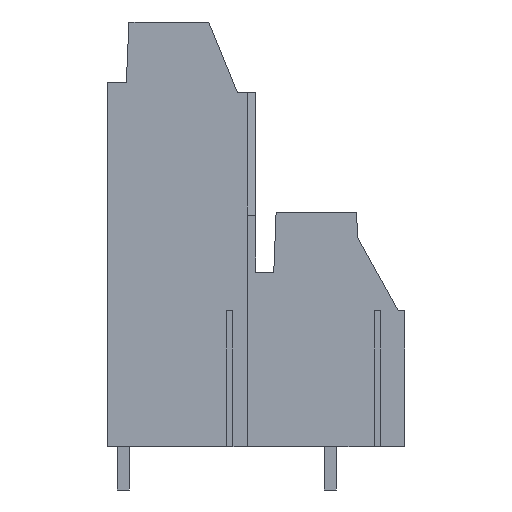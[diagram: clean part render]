
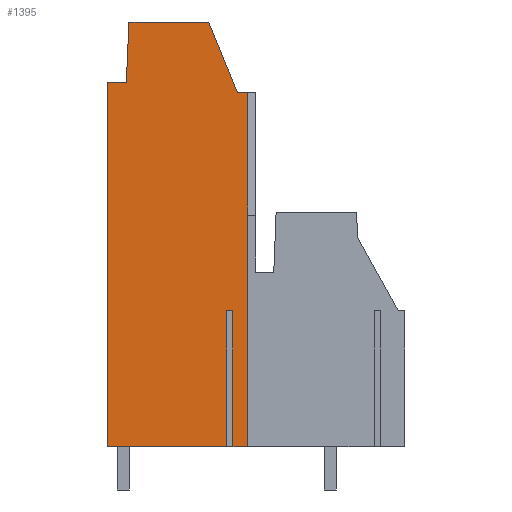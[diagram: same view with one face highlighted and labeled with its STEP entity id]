
A CAD part, left-side view. The second image highlights one B-rep face of the part: STEP entity #1395.
In plain terms, the highlighted planar face has unit normal (-1, 0, 0).
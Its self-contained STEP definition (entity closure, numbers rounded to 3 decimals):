
#1329=AXIS2_PLACEMENT_3D('Plane Axis2P3D',#1326,#1327,#1328) ;
#589=CARTESIAN_POINT('Vertex',(0.,11.574,3.2)) ;
#592=CARTESIAN_POINT('Line Origine',(0.,12.12,3.2)) ;
#596=CARTESIAN_POINT('Vertex',(0.,12.665,3.2)) ;
#645=CARTESIAN_POINT('Vertex',(0.,13.115,3.2)) ;
#648=CARTESIAN_POINT('Line Origine',(0.,17.528,3.2)) ;
#652=CARTESIAN_POINT('Vertex',(0.,21.94,3.2)) ;
#1100=CARTESIAN_POINT('Vertex',(0.,11.574,29.26)) ;
#1103=CARTESIAN_POINT('Line Origine',(0.,11.574,16.23)) ;
#1309=CARTESIAN_POINT('Vertex',(0.,12.337,29.26)) ;
#1312=CARTESIAN_POINT('Line Origine',(0.,11.956,29.26)) ;
#1326=CARTESIAN_POINT('Axis2P3D Location',(0.,11.,17.2)) ;
#1332=CARTESIAN_POINT('Control Point',(0.,20.328,34.47)) ;
#1333=CARTESIAN_POINT('Control Point',(0.,20.521,30.05)) ;
#1334=CARTESIAN_POINT('Vertex',(0.,20.328,34.47)) ;
#1336=CARTESIAN_POINT('Vertex',(0.,20.521,30.05)) ;
#1339=CARTESIAN_POINT('Line Origine',(0.,16.853,30.05)) ;
#1343=CARTESIAN_POINT('Vertex',(0.,21.94,30.05)) ;
#1346=CARTESIAN_POINT('Line Origine',(0.,21.94,34.47)) ;
#1351=CARTESIAN_POINT('Line Origine',(0.,13.115,34.47)) ;
#1355=CARTESIAN_POINT('Vertex',(0.,13.115,13.2)) ;
#1358=CARTESIAN_POINT('Line Origine',(0.,16.853,13.2)) ;
#1362=CARTESIAN_POINT('Vertex',(0.,12.665,13.2)) ;
#1365=CARTESIAN_POINT('Line Origine',(0.,12.665,34.47)) ;
#1371=CARTESIAN_POINT('Control Point',(0.,12.337,29.26)) ;
#1372=CARTESIAN_POINT('Control Point',(0.,14.449,34.47)) ;
#1373=CARTESIAN_POINT('Vertex',(0.,14.449,34.47)) ;
#1376=CARTESIAN_POINT('Line Origine',(0.,16.853,34.47)) ;
#593=DIRECTION('Vector Direction',(0.,1.,0.)) ;
#649=DIRECTION('Vector Direction',(0.,1.,0.)) ;
#1104=DIRECTION('Vector Direction',(0.,0.,-1.)) ;
#1313=DIRECTION('Vector Direction',(0.,1.,0.)) ;
#1327=DIRECTION('Axis2P3D Direction',(1.,0.,0.)) ;
#1328=DIRECTION('Axis2P3D XDirection',(0.,1.,0.)) ;
#1340=DIRECTION('Vector Direction',(0.,1.,0.)) ;
#1347=DIRECTION('Vector Direction',(0.,0.,1.)) ;
#1352=DIRECTION('Vector Direction',(0.,0.,1.)) ;
#1359=DIRECTION('Vector Direction',(0.,1.,0.)) ;
#1366=DIRECTION('Vector Direction',(0.,0.,1.)) ;
#1377=DIRECTION('Vector Direction',(0.,1.,0.)) ;
#594=VECTOR('Line Direction',#593,1.) ;
#650=VECTOR('Line Direction',#649,1.) ;
#1105=VECTOR('Line Direction',#1104,1.) ;
#1314=VECTOR('Line Direction',#1313,1.) ;
#1341=VECTOR('Line Direction',#1340,1.) ;
#1348=VECTOR('Line Direction',#1347,1.) ;
#1353=VECTOR('Line Direction',#1352,1.) ;
#1360=VECTOR('Line Direction',#1359,1.) ;
#1367=VECTOR('Line Direction',#1366,1.) ;
#1378=VECTOR('Line Direction',#1377,1.) ;
#1382=ORIENTED_EDGE('',*,*,#1338,.T.) ;
#1383=ORIENTED_EDGE('',*,*,#1345,.T.) ;
#1384=ORIENTED_EDGE('',*,*,#1350,.T.) ;
#1385=ORIENTED_EDGE('',*,*,#654,.F.) ;
#1386=ORIENTED_EDGE('',*,*,#1357,.T.) ;
#1387=ORIENTED_EDGE('',*,*,#1364,.T.) ;
#1388=ORIENTED_EDGE('',*,*,#1369,.F.) ;
#1389=ORIENTED_EDGE('',*,*,#598,.F.) ;
#1390=ORIENTED_EDGE('',*,*,#1107,.F.) ;
#1391=ORIENTED_EDGE('',*,*,#1316,.T.) ;
#1392=ORIENTED_EDGE('',*,*,#1375,.T.) ;
#1393=ORIENTED_EDGE('',*,*,#1380,.T.) ;
#1395=ADVANCED_FACE('housing',(#1394),#1330,.F.) ;
#1331=B_SPLINE_CURVE_WITH_KNOTS('',1,(#1332,#1333),.UNSPECIFIED.,.F.,.U.,(2,2),(-2.212,2.212),.UNSPECIFIED.) ;
#1370=B_SPLINE_CURVE_WITH_KNOTS('',1,(#1371,#1372),.UNSPECIFIED.,.F.,.U.,(2,2),(-2.811,2.811),.UNSPECIFIED.) ;
#598=EDGE_CURVE('',#590,#597,#595,.T.) ;
#654=EDGE_CURVE('',#646,#653,#651,.T.) ;
#1107=EDGE_CURVE('',#1101,#590,#1106,.T.) ;
#1316=EDGE_CURVE('',#1101,#1310,#1315,.T.) ;
#1338=EDGE_CURVE('',#1335,#1337,#1331,.T.) ;
#1345=EDGE_CURVE('',#1337,#1344,#1342,.T.) ;
#1350=EDGE_CURVE('',#1344,#653,#1349,.F.) ;
#1357=EDGE_CURVE('',#646,#1356,#1354,.T.) ;
#1364=EDGE_CURVE('',#1356,#1363,#1361,.F.) ;
#1369=EDGE_CURVE('',#597,#1363,#1368,.T.) ;
#1375=EDGE_CURVE('',#1310,#1374,#1370,.T.) ;
#1380=EDGE_CURVE('',#1374,#1335,#1379,.T.) ;
#1381=EDGE_LOOP('',(#1382,#1383,#1384,#1385,#1386,#1387,#1388,#1389,#1390,#1391,#1392,#1393)) ;
#1394=FACE_OUTER_BOUND('',#1381,.T.) ;
#595=LINE('Line',#592,#594) ;
#651=LINE('Line',#648,#650) ;
#1106=LINE('Line',#1103,#1105) ;
#1315=LINE('Line',#1312,#1314) ;
#1342=LINE('Line',#1339,#1341) ;
#1349=LINE('Line',#1346,#1348) ;
#1354=LINE('Line',#1351,#1353) ;
#1361=LINE('Line',#1358,#1360) ;
#1368=LINE('Line',#1365,#1367) ;
#1379=LINE('Line',#1376,#1378) ;
#1330=PLANE('',#1329) ;
#590=VERTEX_POINT('',#589) ;
#597=VERTEX_POINT('',#596) ;
#646=VERTEX_POINT('',#645) ;
#653=VERTEX_POINT('',#652) ;
#1101=VERTEX_POINT('',#1100) ;
#1310=VERTEX_POINT('',#1309) ;
#1335=VERTEX_POINT('',#1334) ;
#1337=VERTEX_POINT('',#1336) ;
#1344=VERTEX_POINT('',#1343) ;
#1356=VERTEX_POINT('',#1355) ;
#1363=VERTEX_POINT('',#1362) ;
#1374=VERTEX_POINT('',#1373) ;
